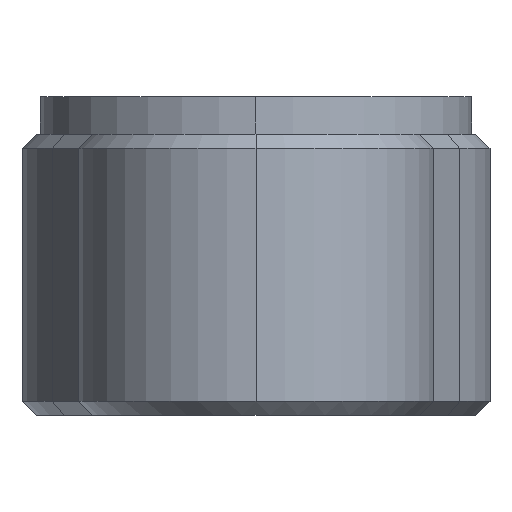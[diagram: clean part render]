
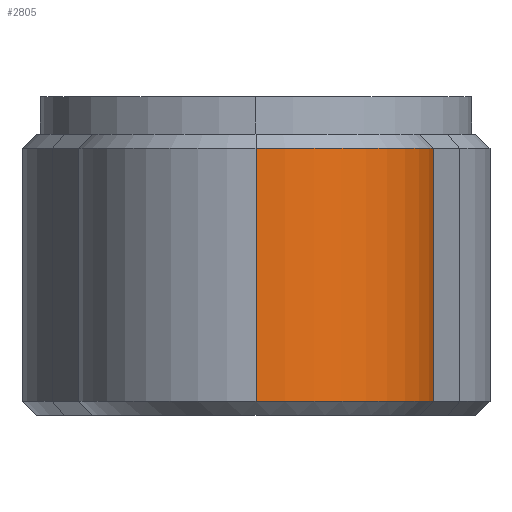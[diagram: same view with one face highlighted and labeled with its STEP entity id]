
A CAD part, left-side view. The second image highlights one B-rep face of the part: STEP entity #2805.
In plain terms, the highlighted cylindrical face has radius 19 mm (diameter 38 mm), a partial arc.
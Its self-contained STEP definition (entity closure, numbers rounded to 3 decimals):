
#43 = AXIS2_PLACEMENT_3D ( 'NONE', #4472, #2298, #3326 ) ;
#50 = CARTESIAN_POINT ( 'NONE',  ( -129., 0., 28.5 ) ) ;
#134 = CARTESIAN_POINT ( 'NONE',  ( -129., 0., 1.5 ) ) ;
#348 = ORIENTED_EDGE ( 'NONE', *, *, #4031, .F. ) ;
#901 = LINE ( 'NONE', #3471, #2083 ) ;
#1064 = EDGE_CURVE ( 'NONE', #3217, #2048, #3481, .T. ) ;
#1320 = EDGE_CURVE ( 'NONE', #3314, #1392, #2836, .T. ) ;
#1392 = VERTEX_POINT ( 'NONE', #50 ) ;
#1404 = AXIS2_PLACEMENT_3D ( 'NONE', #1997, #3114, #2839 ) ;
#1465 = ORIENTED_EDGE ( 'NONE', *, *, #1320, .T. ) ;
#1997 = CARTESIAN_POINT ( 'NONE',  ( -110., 0., 1.5 ) ) ;
#2048 = VERTEX_POINT ( 'NONE', #2938 ) ;
#2083 = VECTOR ( 'NONE', #2415, 1000. ) ;
#2237 = DIRECTION ( 'NONE',  ( 0., 0., -1. ) ) ;
#2262 = EDGE_LOOP ( 'NONE', ( #1465, #4660, #4046, #348 ) ) ;
#2298 = DIRECTION ( 'NONE',  ( 0., 0., -1. ) ) ;
#2415 = DIRECTION ( 'NONE',  ( 0., 0., -1. ) ) ;
#2447 = CARTESIAN_POINT ( 'NONE',  ( -129., 0., 30. ) ) ;
#2805 = ADVANCED_FACE ( 'NONE', ( #4449 ), #3377, .T. ) ;
#2836 = CIRCLE ( 'NONE', #3601, 19. ) ;
#2839 = DIRECTION ( 'NONE',  ( 1., 0., 0. ) ) ;
#2922 = EDGE_CURVE ( 'NONE', #1392, #3217, #4525, .T. ) ;
#2938 = CARTESIAN_POINT ( 'NONE',  ( -102.281, -17.361, 1.5 ) ) ;
#3114 = DIRECTION ( 'NONE',  ( 0., 0., 1. ) ) ;
#3217 = VERTEX_POINT ( 'NONE', #134 ) ;
#3314 = VERTEX_POINT ( 'NONE', #4253 ) ;
#3326 = DIRECTION ( 'NONE',  ( -1., 0., 0. ) ) ;
#3377 = CYLINDRICAL_SURFACE ( 'NONE', #43, 19. ) ;
#3471 = CARTESIAN_POINT ( 'NONE',  ( -102.281, -17.361, 30. ) ) ;
#3481 = CIRCLE ( 'NONE', #1404, 19. ) ;
#3601 = AXIS2_PLACEMENT_3D ( 'NONE', #4139, #2237, #4112 ) ;
#4031 = EDGE_CURVE ( 'NONE', #3314, #2048, #901, .T. ) ;
#4046 = ORIENTED_EDGE ( 'NONE', *, *, #1064, .T. ) ;
#4112 = DIRECTION ( 'NONE',  ( 1., 0., 0. ) ) ;
#4139 = CARTESIAN_POINT ( 'NONE',  ( -110., 0., 28.5 ) ) ;
#4253 = CARTESIAN_POINT ( 'NONE',  ( -102.281, -17.361, 28.5 ) ) ;
#4341 = VECTOR ( 'NONE', #4596, 1000. ) ;
#4449 = FACE_OUTER_BOUND ( 'NONE', #2262, .T. ) ;
#4472 = CARTESIAN_POINT ( 'NONE',  ( -110., 0., 30. ) ) ;
#4525 = LINE ( 'NONE', #2447, #4341 ) ;
#4596 = DIRECTION ( 'NONE',  ( 0., 0., -1. ) ) ;
#4660 = ORIENTED_EDGE ( 'NONE', *, *, #2922, .T. ) ;
